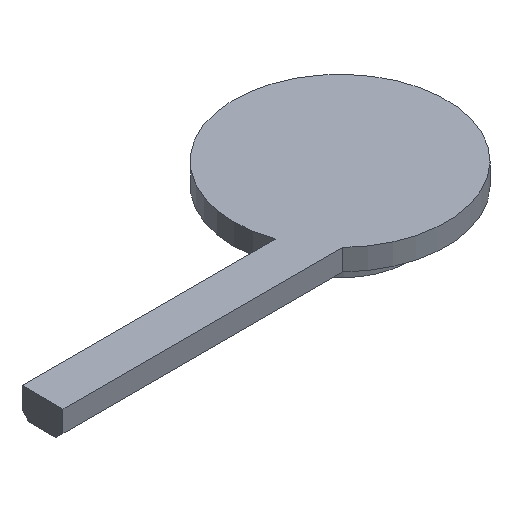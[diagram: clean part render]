
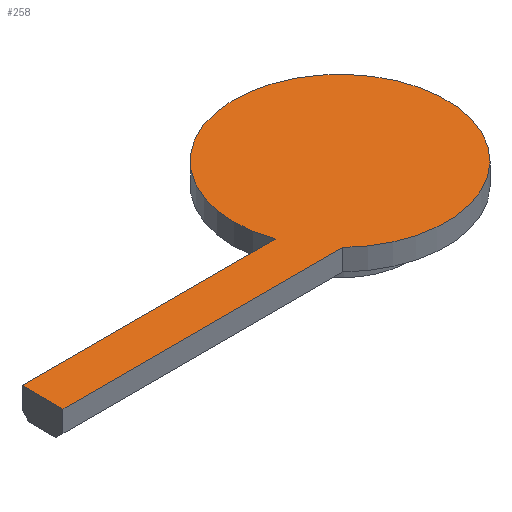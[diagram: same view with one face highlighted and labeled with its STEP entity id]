
A CAD part, isometric view. The second image highlights one B-rep face of the part: STEP entity #258.
In plain terms, the highlighted planar face has unit normal (0, 0, 1).
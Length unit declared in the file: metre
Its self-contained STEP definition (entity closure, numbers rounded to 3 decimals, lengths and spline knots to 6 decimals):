
#28=LINE('',#414,#56);
#32=LINE('',#424,#60);
#36=LINE('',#431,#64);
#56=VECTOR('',#336,1.);
#60=VECTOR('',#346,1.);
#64=VECTOR('',#352,1.);
#109=ORIENTED_EDGE('',*,*,#157,.F.);
#110=ORIENTED_EDGE('',*,*,#159,.T.);
#111=ORIENTED_EDGE('',*,*,#162,.T.);
#112=ORIENTED_EDGE('',*,*,#166,.F.);
#157=EDGE_CURVE('',#187,#185,#28,.T.);
#159=EDGE_CURVE('',#187,#188,#200,.T.);
#162=EDGE_CURVE('',#188,#190,#32,.T.);
#166=EDGE_CURVE('',#185,#190,#36,.T.);
#185=VERTEX_POINT('',#409);
#187=VERTEX_POINT('',#413);
#188=VERTEX_POINT('',#417);
#190=VERTEX_POINT('',#423);
#200=CIRCLE('',#290,0.0075);
#211=EDGE_LOOP('',(#109,#110,#111,#112));
#229=FACE_BOUND('',#211,.T.);
#242=PLANE('',#293);
#258=ADVANCED_FACE('',(#229),#242,.T.);
#290=AXIS2_PLACEMENT_3D('',#418,#340,#341);
#293=AXIS2_PLACEMENT_3D('',#432,#353,#354);
#336=DIRECTION('',(-1.,0.,0.));
#340=DIRECTION('',(0.,0.,1.));
#341=DIRECTION('',(1.,0.,0.));
#346=DIRECTION('',(-1.,0.,0.));
#352=DIRECTION('',(0.,1.,0.));
#353=DIRECTION('',(0.,0.,1.));
#354=DIRECTION('',(1.,0.,0.));
#409=CARTESIAN_POINT('',(-0.003401,-0.020003,0.0015));
#413=CARTESIAN_POINT('',(0.016394,-0.020003,0.0015));
#414=CARTESIAN_POINT('',(0.006496,-0.020003,0.0015));
#417=CARTESIAN_POINT('',(0.014528,-0.017103,0.0015));
#418=CARTESIAN_POINT('',(0.021599,-0.014603,0.0015));
#423=CARTESIAN_POINT('',(-0.003401,-0.017103,0.0015));
#424=CARTESIAN_POINT('',(0.005563,-0.017103,0.0015));
#431=CARTESIAN_POINT('',(-0.003401,-0.018553,0.0015));
#432=CARTESIAN_POINT('',(0.012849,-0.014603,0.0015));
